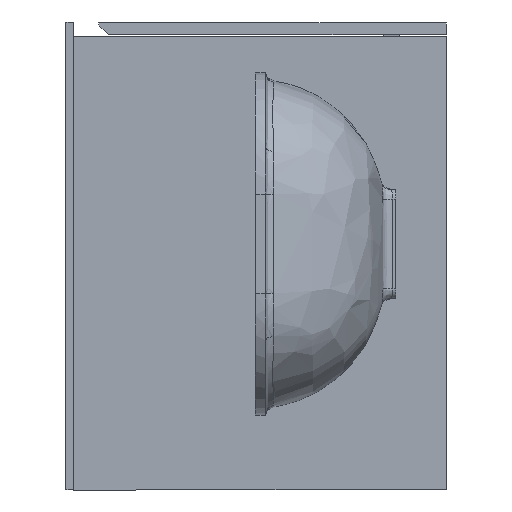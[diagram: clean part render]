
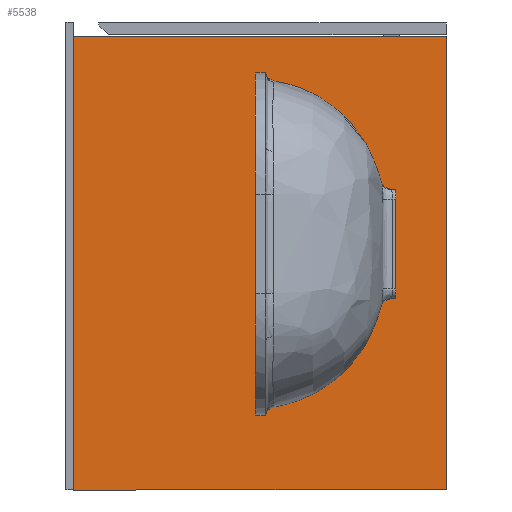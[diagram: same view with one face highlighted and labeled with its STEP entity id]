
A CAD part, left-side view. The second image highlights one B-rep face of the part: STEP entity #5538.
In plain terms, the highlighted planar face has unit normal (-1, 0, 0).
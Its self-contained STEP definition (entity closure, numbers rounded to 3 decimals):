
#910 = CARTESIAN_POINT ( 'NONE',  ( 2., 829.397, -15. ) ) ;
#916 = CARTESIAN_POINT ( 'NONE',  ( 2., 0., -470. ) ) ;
#3615 = CARTESIAN_POINT ( 'NONE',  ( 2., 374., -470. ) ) ;
#4884 = VECTOR ( 'NONE', #10225, 1000. ) ;
#5538 = ADVANCED_FACE ( 'NONE', ( #18035 ), #27350, .F. ) ;
#6380 = CARTESIAN_POINT ( 'NONE',  ( 2., 829.397, -470. ) ) ;
#7642 = VERTEX_POINT ( 'NONE', #9851 ) ;
#7915 = CARTESIAN_POINT ( 'NONE',  ( 2., 829.397, -470. ) ) ;
#8086 = ORIENTED_EDGE ( 'NONE', *, *, #26055, .F. ) ;
#9851 = CARTESIAN_POINT ( 'NONE',  ( 2., 0., -15. ) ) ;
#10225 = DIRECTION ( 'NONE',  ( 0., -1., 0. ) ) ;
#10232 = DIRECTION ( 'NONE',  ( 0., 0., 1. ) ) ;
#10797 = ORIENTED_EDGE ( 'NONE', *, *, #28449, .T. ) ;
#12941 = DIRECTION ( 'NONE',  ( 0., 0., 1. ) ) ;
#14338 = EDGE_LOOP ( 'NONE', ( #22623, #10797, #15076, #8086 ) ) ;
#15076 = ORIENTED_EDGE ( 'NONE', *, *, #18010, .T. ) ;
#15739 = DIRECTION ( 'NONE',  ( 1., 0., 0. ) ) ;
#17285 = DIRECTION ( 'NONE',  ( 0., -1., 0. ) ) ;
#17608 = CARTESIAN_POINT ( 'NONE',  ( 2., 374., -470. ) ) ;
#18010 = EDGE_CURVE ( 'NONE', #18036, #7642, #21905, .T. ) ;
#18035 = FACE_OUTER_BOUND ( 'NONE', #14338, .T. ) ;
#18036 = VERTEX_POINT ( 'NONE', #28953 ) ;
#18161 = VECTOR ( 'NONE', #12941, 1000. ) ;
#20332 = AXIS2_PLACEMENT_3D ( 'NONE', #6380, #15739, #25054 ) ;
#21087 = EDGE_CURVE ( 'NONE', #26272, #21154, #24594, .T. ) ;
#21154 = VERTEX_POINT ( 'NONE', #24739 ) ;
#21898 = LINE ( 'NONE', #910, #4884 ) ;
#21905 = LINE ( 'NONE', #916, #23346 ) ;
#21991 = VECTOR ( 'NONE', #17285, 1000. ) ;
#22623 = ORIENTED_EDGE ( 'NONE', *, *, #21087, .F. ) ;
#23346 = VECTOR ( 'NONE', #10232, 1000. ) ;
#24594 = LINE ( 'NONE', #3615, #18161 ) ;
#24739 = CARTESIAN_POINT ( 'NONE',  ( 2., 374., -15. ) ) ;
#25054 = DIRECTION ( 'NONE',  ( 0., 0., -1. ) ) ;
#26055 = EDGE_CURVE ( 'NONE', #21154, #7642, #21898, .T. ) ;
#26272 = VERTEX_POINT ( 'NONE', #17608 ) ;
#27350 = PLANE ( 'NONE',  #20332 ) ;
#28449 = EDGE_CURVE ( 'NONE', #26272, #18036, #28928, .T. ) ;
#28928 = LINE ( 'NONE', #7915, #21991 ) ;
#28953 = CARTESIAN_POINT ( 'NONE',  ( 2., 0., -470. ) ) ;
